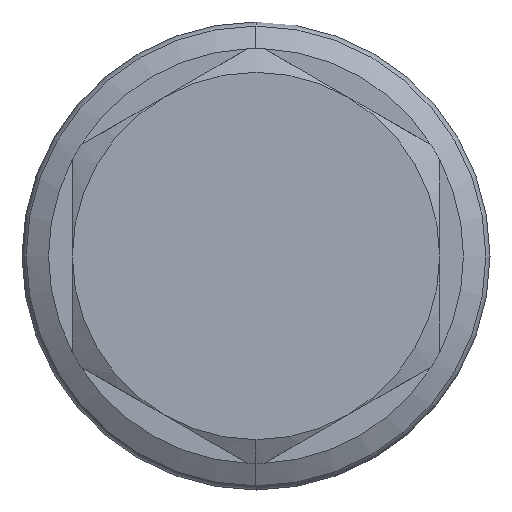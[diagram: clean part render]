
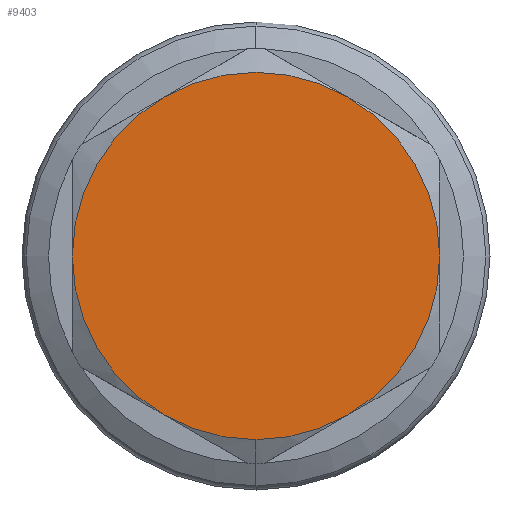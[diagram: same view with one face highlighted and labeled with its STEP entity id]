
A CAD part, left-side view. The second image highlights one B-rep face of the part: STEP entity #9403.
In plain terms, the highlighted planar face has unit normal (-1, 0, 0).
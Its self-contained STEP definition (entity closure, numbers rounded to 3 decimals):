
#174 = DIRECTION ( 'NONE',  ( 0., 0., -1. ) ) ;
#241 = PLANE ( 'NONE',  #536 ) ;
#536 = AXIS2_PLACEMENT_3D ( 'NONE', #6442, #7412, #1275 ) ;
#630 = EDGE_CURVE ( 'NONE', #2938, #7480, #1922, .T. ) ;
#687 = ORIENTED_EDGE ( 'NONE', *, *, #3148, .F. ) ;
#1209 = DIRECTION ( 'NONE',  ( 0., 0., -1. ) ) ;
#1275 = DIRECTION ( 'NONE',  ( 0., 0., 1. ) ) ;
#1412 = DIRECTION ( 'NONE',  ( 1., 0., 0. ) ) ;
#1460 = CARTESIAN_POINT ( 'NONE',  ( 0., -15.85, 0. ) ) ;
#1521 = CIRCLE ( 'NONE', #4717, 15.85 ) ;
#1583 = EDGE_LOOP ( 'NONE', ( #5542, #687, #4600, #5958, #1896, #8547, #8731 ) ) ;
#1896 = ORIENTED_EDGE ( 'NONE', *, *, #12380, .F. ) ;
#1922 = CIRCLE ( 'NONE', #12816, 15.85 ) ;
#1991 = AXIS2_PLACEMENT_3D ( 'NONE', #10787, #1412, #6700 ) ;
#2264 = EDGE_CURVE ( 'NONE', #8680, #7340, #2370, .T. ) ;
#2370 = CIRCLE ( 'NONE', #5879, 15.85 ) ;
#2876 = DIRECTION ( 'NONE',  ( 0., 0., -1. ) ) ;
#2938 = VERTEX_POINT ( 'NONE', #8713 ) ;
#2953 = VERTEX_POINT ( 'NONE', #6706 ) ;
#3148 = EDGE_CURVE ( 'NONE', #7480, #11607, #7971, .T. ) ;
#3398 = CIRCLE ( 'NONE', #4732, 15.85 ) ;
#4039 = DIRECTION ( 'NONE',  ( 1., 0., 0. ) ) ;
#4052 = DIRECTION ( 'NONE',  ( 0., 0., -1. ) ) ;
#4083 = CARTESIAN_POINT ( 'NONE',  ( 0., 15.85, 0. ) ) ;
#4595 = AXIS2_PLACEMENT_3D ( 'NONE', #11299, #7255, #174 ) ;
#4600 = ORIENTED_EDGE ( 'NONE', *, *, #630, .F. ) ;
#4717 = AXIS2_PLACEMENT_3D ( 'NONE', #6505, #12455, #1209 ) ;
#4732 = AXIS2_PLACEMENT_3D ( 'NONE', #7498, #11266, #9316 ) ;
#4957 = DIRECTION ( 'NONE',  ( 1., 0., 0. ) ) ;
#5038 = DIRECTION ( 'NONE',  ( 0., 0., -1. ) ) ;
#5369 = VERTEX_POINT ( 'NONE', #1460 ) ;
#5542 = ORIENTED_EDGE ( 'NONE', *, *, #10890, .F. ) ;
#5879 = AXIS2_PLACEMENT_3D ( 'NONE', #9088, #4039, #5038 ) ;
#5958 = ORIENTED_EDGE ( 'NONE', *, *, #6825, .F. ) ;
#6442 = CARTESIAN_POINT ( 'NONE',  ( 0., 0., 0. ) ) ;
#6505 = CARTESIAN_POINT ( 'NONE',  ( 0., 0., 0. ) ) ;
#6613 = CIRCLE ( 'NONE', #1991, 15.85 ) ;
#6700 = DIRECTION ( 'NONE',  ( 0., 0., -1. ) ) ;
#6706 = CARTESIAN_POINT ( 'NONE',  ( 0., -7.925, 13.727 ) ) ;
#6825 = EDGE_CURVE ( 'NONE', #5369, #2938, #1521, .T. ) ;
#7016 = CARTESIAN_POINT ( 'NONE',  ( 0., 0., 0. ) ) ;
#7223 = CARTESIAN_POINT ( 'NONE',  ( 0., 7.925, 13.727 ) ) ;
#7255 = DIRECTION ( 'NONE',  ( 1., 0., 0. ) ) ;
#7340 = VERTEX_POINT ( 'NONE', #7223 ) ;
#7412 = DIRECTION ( 'NONE',  ( -1., 0., 0. ) ) ;
#7480 = VERTEX_POINT ( 'NONE', #12828 ) ;
#7498 = CARTESIAN_POINT ( 'NONE',  ( 0., 0., 0. ) ) ;
#7840 = AXIS2_PLACEMENT_3D ( 'NONE', #13107, #4957, #2876 ) ;
#7971 = CIRCLE ( 'NONE', #7840, 15.85 ) ;
#8034 = DIRECTION ( 'NONE',  ( 1., 0., 0. ) ) ;
#8547 = ORIENTED_EDGE ( 'NONE', *, *, #8899, .F. ) ;
#8680 = VERTEX_POINT ( 'NONE', #4083 ) ;
#8713 = CARTESIAN_POINT ( 'NONE',  ( 0., -7.925, -13.727 ) ) ;
#8731 = ORIENTED_EDGE ( 'NONE', *, *, #2264, .F. ) ;
#8899 = EDGE_CURVE ( 'NONE', #7340, #2953, #3398, .T. ) ;
#8979 = CIRCLE ( 'NONE', #4595, 15.85 ) ;
#9088 = CARTESIAN_POINT ( 'NONE',  ( 0., 0., 0. ) ) ;
#9316 = DIRECTION ( 'NONE',  ( 0., 0., -1. ) ) ;
#9403 = ADVANCED_FACE ( 'NONE', ( #13181 ), #241, .T. ) ;
#10787 = CARTESIAN_POINT ( 'NONE',  ( 0., 0., 0. ) ) ;
#10890 = EDGE_CURVE ( 'NONE', #11607, #8680, #6613, .T. ) ;
#11266 = DIRECTION ( 'NONE',  ( 1., 0., 0. ) ) ;
#11299 = CARTESIAN_POINT ( 'NONE',  ( 0., 0., 0. ) ) ;
#11607 = VERTEX_POINT ( 'NONE', #11879 ) ;
#11879 = CARTESIAN_POINT ( 'NONE',  ( 0., 7.925, -13.727 ) ) ;
#12380 = EDGE_CURVE ( 'NONE', #2953, #5369, #8979, .T. ) ;
#12455 = DIRECTION ( 'NONE',  ( 1., 0., 0. ) ) ;
#12816 = AXIS2_PLACEMENT_3D ( 'NONE', #7016, #8034, #4052 ) ;
#12828 = CARTESIAN_POINT ( 'NONE',  ( 0., 0., -15.85 ) ) ;
#13107 = CARTESIAN_POINT ( 'NONE',  ( 0., 0., 0. ) ) ;
#13181 = FACE_OUTER_BOUND ( 'NONE', #1583, .T. ) ;
